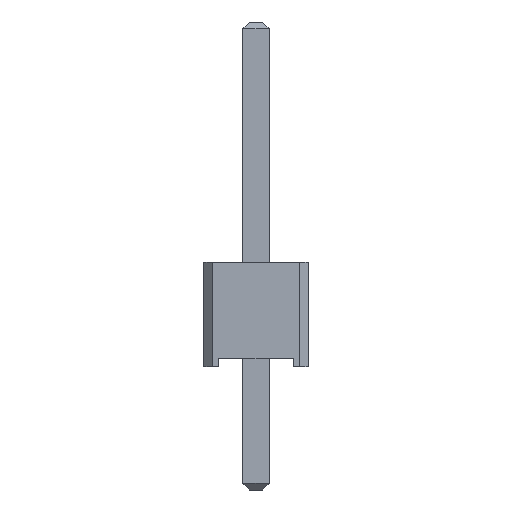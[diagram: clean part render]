
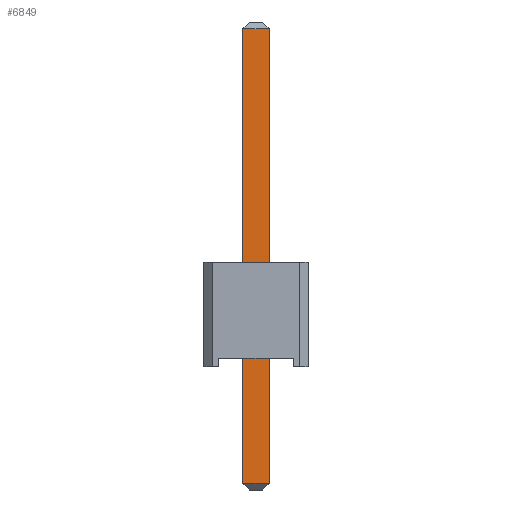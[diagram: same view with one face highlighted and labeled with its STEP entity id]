
A CAD part, left-side view. The second image highlights one B-rep face of the part: STEP entity #6849.
In plain terms, the highlighted planar face has unit normal (-1, 0, 0).
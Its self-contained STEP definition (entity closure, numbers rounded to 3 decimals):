
#6733 = EDGE_CURVE('',#6734,#6736,#6738,.T.);
#6734 = VERTEX_POINT('',#6735);
#6735 = CARTESIAN_POINT('',(-0.32,0.32,-2.84));
#6736 = VERTEX_POINT('',#6737);
#6737 = CARTESIAN_POINT('',(-0.32,0.32,8.22));
#6738 = SURFACE_CURVE('',#6739,(#6743,#6755),.PCURVE_S1.);
#6739 = LINE('',#6740,#6741);
#6740 = CARTESIAN_POINT('',(-0.32,0.32,-3.));
#6741 = VECTOR('',#6742,1.);
#6742 = DIRECTION('',(0.,0.,1.));
#6743 = PCURVE('',#6744,#6749);
#6744 = PLANE('',#6745);
#6745 = AXIS2_PLACEMENT_3D('',#6746,#6747,#6748);
#6746 = CARTESIAN_POINT('',(-0.32,0.32,-3.));
#6747 = DIRECTION('',(0.,1.,0.));
#6748 = DIRECTION('',(1.,0.,0.));
#6749 = DEFINITIONAL_REPRESENTATION('',(#6750),#6754);
#6750 = LINE('',#6751,#6752);
#6751 = CARTESIAN_POINT('',(0.,0.));
#6752 = VECTOR('',#6753,1.);
#6753 = DIRECTION('',(0.,-1.));
#6754 = ( GEOMETRIC_REPRESENTATION_CONTEXT(2) 
PARAMETRIC_REPRESENTATION_CONTEXT() REPRESENTATION_CONTEXT('2D SPACE',''
  ) );
#6755 = PCURVE('',#6756,#6761);
#6756 = PLANE('',#6757);
#6757 = AXIS2_PLACEMENT_3D('',#6758,#6759,#6760);
#6758 = CARTESIAN_POINT('',(-0.32,-0.32,-3.));
#6759 = DIRECTION('',(-1.,0.,0.));
#6760 = DIRECTION('',(0.,1.,0.));
#6761 = DEFINITIONAL_REPRESENTATION('',(#6762),#6766);
#6762 = LINE('',#6763,#6764);
#6763 = CARTESIAN_POINT('',(0.64,0.));
#6764 = VECTOR('',#6765,1.);
#6765 = DIRECTION('',(0.,-1.));
#6766 = ( GEOMETRIC_REPRESENTATION_CONTEXT(2) 
PARAMETRIC_REPRESENTATION_CONTEXT() REPRESENTATION_CONTEXT('2D SPACE',''
  ) );
#6849 = ADVANCED_FACE('',(#6850),#6756,.T.);
#6850 = FACE_BOUND('',#6851,.T.);
#6851 = EDGE_LOOP('',(#6852,#6882,#6908,#6909));
#6852 = ORIENTED_EDGE('',*,*,#6853,.T.);
#6853 = EDGE_CURVE('',#6854,#6856,#6858,.T.);
#6854 = VERTEX_POINT('',#6855);
#6855 = CARTESIAN_POINT('',(-0.32,-0.32,-2.84));
#6856 = VERTEX_POINT('',#6857);
#6857 = CARTESIAN_POINT('',(-0.32,-0.32,8.22));
#6858 = SURFACE_CURVE('',#6859,(#6863,#6870),.PCURVE_S1.);
#6859 = LINE('',#6860,#6861);
#6860 = CARTESIAN_POINT('',(-0.32,-0.32,-3.));
#6861 = VECTOR('',#6862,1.);
#6862 = DIRECTION('',(0.,0.,1.));
#6863 = PCURVE('',#6756,#6864);
#6864 = DEFINITIONAL_REPRESENTATION('',(#6865),#6869);
#6865 = LINE('',#6866,#6867);
#6866 = CARTESIAN_POINT('',(0.,0.));
#6867 = VECTOR('',#6868,1.);
#6868 = DIRECTION('',(0.,-1.));
#6869 = ( GEOMETRIC_REPRESENTATION_CONTEXT(2) 
PARAMETRIC_REPRESENTATION_CONTEXT() REPRESENTATION_CONTEXT('2D SPACE',''
  ) );
#6870 = PCURVE('',#6871,#6876);
#6871 = PLANE('',#6872);
#6872 = AXIS2_PLACEMENT_3D('',#6873,#6874,#6875);
#6873 = CARTESIAN_POINT('',(0.32,-0.32,-3.));
#6874 = DIRECTION('',(0.,-1.,0.));
#6875 = DIRECTION('',(-1.,0.,0.));
#6876 = DEFINITIONAL_REPRESENTATION('',(#6877),#6881);
#6877 = LINE('',#6878,#6879);
#6878 = CARTESIAN_POINT('',(0.64,0.));
#6879 = VECTOR('',#6880,1.);
#6880 = DIRECTION('',(0.,-1.));
#6881 = ( GEOMETRIC_REPRESENTATION_CONTEXT(2) 
PARAMETRIC_REPRESENTATION_CONTEXT() REPRESENTATION_CONTEXT('2D SPACE',''
  ) );
#6882 = ORIENTED_EDGE('',*,*,#6883,.T.);
#6883 = EDGE_CURVE('',#6856,#6736,#6884,.T.);
#6884 = SURFACE_CURVE('',#6885,(#6889,#6896),.PCURVE_S1.);
#6885 = LINE('',#6886,#6887);
#6886 = CARTESIAN_POINT('',(-0.32,-0.32,8.22));
#6887 = VECTOR('',#6888,1.);
#6888 = DIRECTION('',(0.,1.,0.));
#6889 = PCURVE('',#6756,#6890);
#6890 = DEFINITIONAL_REPRESENTATION('',(#6891),#6895);
#6891 = LINE('',#6892,#6893);
#6892 = CARTESIAN_POINT('',(0.,-11.22));
#6893 = VECTOR('',#6894,1.);
#6894 = DIRECTION('',(1.,0.));
#6895 = ( GEOMETRIC_REPRESENTATION_CONTEXT(2) 
PARAMETRIC_REPRESENTATION_CONTEXT() REPRESENTATION_CONTEXT('2D SPACE',''
  ) );
#6896 = PCURVE('',#6897,#6902);
#6897 = PLANE('',#6898);
#6898 = AXIS2_PLACEMENT_3D('',#6899,#6900,#6901);
#6899 = CARTESIAN_POINT('',(-0.24,-0.32,8.3));
#6900 = DIRECTION('',(-0.707,0.,0.707
    ));
#6901 = DIRECTION('',(0.,-1.,0.));
#6902 = DEFINITIONAL_REPRESENTATION('',(#6903),#6907);
#6903 = LINE('',#6904,#6905);
#6904 = CARTESIAN_POINT('',(0.,-0.113));
#6905 = VECTOR('',#6906,1.);
#6906 = DIRECTION('',(-1.,0.));
#6907 = ( GEOMETRIC_REPRESENTATION_CONTEXT(2) 
PARAMETRIC_REPRESENTATION_CONTEXT() REPRESENTATION_CONTEXT('2D SPACE',''
  ) );
#6908 = ORIENTED_EDGE('',*,*,#6733,.F.);
#6909 = ORIENTED_EDGE('',*,*,#6910,.F.);
#6910 = EDGE_CURVE('',#6854,#6734,#6911,.T.);
#6911 = SURFACE_CURVE('',#6912,(#6916,#6923),.PCURVE_S1.);
#6912 = LINE('',#6913,#6914);
#6913 = CARTESIAN_POINT('',(-0.32,-0.32,-2.84));
#6914 = VECTOR('',#6915,1.);
#6915 = DIRECTION('',(0.,1.,0.));
#6916 = PCURVE('',#6756,#6917);
#6917 = DEFINITIONAL_REPRESENTATION('',(#6918),#6922);
#6918 = LINE('',#6919,#6920);
#6919 = CARTESIAN_POINT('',(0.,-0.16));
#6920 = VECTOR('',#6921,1.);
#6921 = DIRECTION('',(1.,0.));
#6922 = ( GEOMETRIC_REPRESENTATION_CONTEXT(2) 
PARAMETRIC_REPRESENTATION_CONTEXT() REPRESENTATION_CONTEXT('2D SPACE',''
  ) );
#6923 = PCURVE('',#6924,#6929);
#6924 = PLANE('',#6925);
#6925 = AXIS2_PLACEMENT_3D('',#6926,#6927,#6928);
#6926 = CARTESIAN_POINT('',(-0.24,-0.32,-2.92));
#6927 = DIRECTION('',(0.707,0.,0.707));
#6928 = DIRECTION('',(0.,-1.,0.));
#6929 = DEFINITIONAL_REPRESENTATION('',(#6930),#6934);
#6930 = LINE('',#6931,#6932);
#6931 = CARTESIAN_POINT('',(0.,-0.113));
#6932 = VECTOR('',#6933,1.);
#6933 = DIRECTION('',(-1.,0.));
#6934 = ( GEOMETRIC_REPRESENTATION_CONTEXT(2) 
PARAMETRIC_REPRESENTATION_CONTEXT() REPRESENTATION_CONTEXT('2D SPACE',''
  ) );
